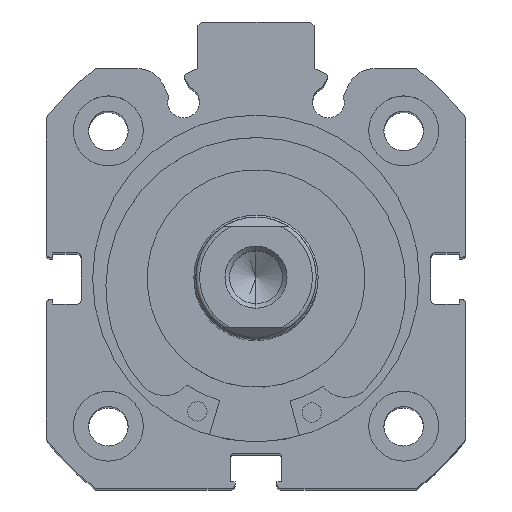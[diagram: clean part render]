
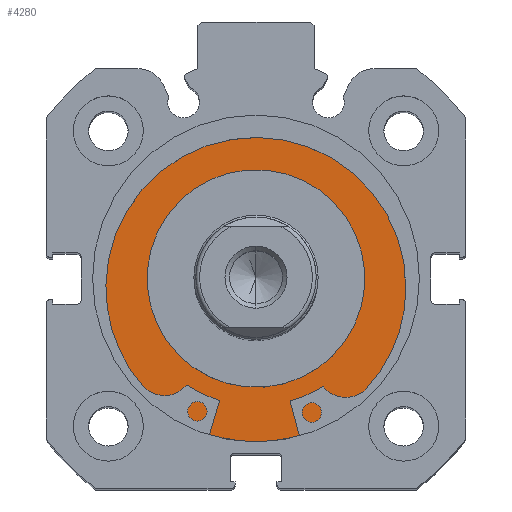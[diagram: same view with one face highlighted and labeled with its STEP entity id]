
A CAD part, top view. The second image highlights one B-rep face of the part: STEP entity #4280.
In plain terms, the highlighted face is planar.
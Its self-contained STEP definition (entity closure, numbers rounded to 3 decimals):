
#275 = CIRCLE ( 'NONE', #3248, 14. ) ;
#381 = CIRCLE ( 'NONE', #3289, 14. ) ;
#384 = CIRCLE ( 'NONE', #3292, 21. ) ;
#456 = CIRCLE ( 'NONE', #3314, 21. ) ;
#820 = FACE_BOUND ( 'NONE', #1843, .T. ) ;
#826 = FACE_OUTER_BOUND ( 'NONE', #1835, .T. ) ;
#1640 = ORIENTED_EDGE ( 'NONE', *, *, #2926, .T. ) ;
#1641 = ORIENTED_EDGE ( 'NONE', *, *, #2977, .T. ) ;
#1642 = ORIENTED_EDGE ( 'NONE', *, *, #2924, .F. ) ;
#1643 = ORIENTED_EDGE ( 'NONE', *, *, #2852, .F. ) ;
#1835 = EDGE_LOOP ( 'NONE', ( #1641, #1640 ) ) ;
#1843 = EDGE_LOOP ( 'NONE', ( #1643, #1642 ) ) ;
#2852 = EDGE_CURVE ( 'NONE', #3913, #3966, #275, .T. ) ;
#2924 = EDGE_CURVE ( 'NONE', #3966, #3913, #381, .T. ) ;
#2926 = EDGE_CURVE ( 'NONE', #4173, #3967, #384, .T. ) ;
#2977 = EDGE_CURVE ( 'NONE', #3967, #4173, #456, .T. ) ;
#3248 = AXIS2_PLACEMENT_3D ( 'NONE', #7215, #7224, #7225 ) ;
#3289 = AXIS2_PLACEMENT_3D ( 'NONE', #7402, #7410, #7411 ) ;
#3292 = AXIS2_PLACEMENT_3D ( 'NONE', #7407, #7415, #7416 ) ;
#3314 = AXIS2_PLACEMENT_3D ( 'NONE', #7558, #7561, #7562 ) ;
#3480 = AXIS2_PLACEMENT_3D ( 'NONE', #5304, #5306, #5307 ) ;
#3913 = VERTEX_POINT ( 'NONE', #4717 ) ;
#3966 = VERTEX_POINT ( 'NONE', #4770 ) ;
#3967 = VERTEX_POINT ( 'NONE', #4771 ) ;
#4173 = VERTEX_POINT ( 'NONE', #4895 ) ;
#4280 = ADVANCED_FACE ( 'NONE', ( #820, #826 ), #5305, .F. ) ;
#4717 = CARTESIAN_POINT ( 'NONE',  ( 3.5, 0., 14. ) ) ;
#4770 = CARTESIAN_POINT ( 'NONE',  ( 3.5, 0., -14. ) ) ;
#4771 = CARTESIAN_POINT ( 'NONE',  ( 3.5, 0., 21. ) ) ;
#4895 = CARTESIAN_POINT ( 'NONE',  ( 3.5, 0., -21. ) ) ;
#5304 = CARTESIAN_POINT ( 'NONE',  ( 3.5, 21., 0. ) ) ;
#5305 = PLANE ( 'NONE',  #3480 ) ;
#5306 = DIRECTION ( 'NONE',  ( 1., 0., 0. ) ) ;
#5307 = DIRECTION ( 'NONE',  ( 0., 0., -1. ) ) ;
#7215 = CARTESIAN_POINT ( 'NONE',  ( 3.5, 0., 0. ) ) ;
#7224 = DIRECTION ( 'NONE',  ( -1., 0., 0. ) ) ;
#7225 = DIRECTION ( 'NONE',  ( 0., 0., 1. ) ) ;
#7402 = CARTESIAN_POINT ( 'NONE',  ( 3.5, 0., 0. ) ) ;
#7407 = CARTESIAN_POINT ( 'NONE',  ( 3.5, 0., 0. ) ) ;
#7410 = DIRECTION ( 'NONE',  ( -1., 0., 0. ) ) ;
#7411 = DIRECTION ( 'NONE',  ( 0., 0., 1. ) ) ;
#7415 = DIRECTION ( 'NONE',  ( -1., 0., 0. ) ) ;
#7416 = DIRECTION ( 'NONE',  ( 0., 0., 1. ) ) ;
#7558 = CARTESIAN_POINT ( 'NONE',  ( 3.5, 0., 0. ) ) ;
#7561 = DIRECTION ( 'NONE',  ( -1., 0., 0. ) ) ;
#7562 = DIRECTION ( 'NONE',  ( 0., 0., 1. ) ) ;
